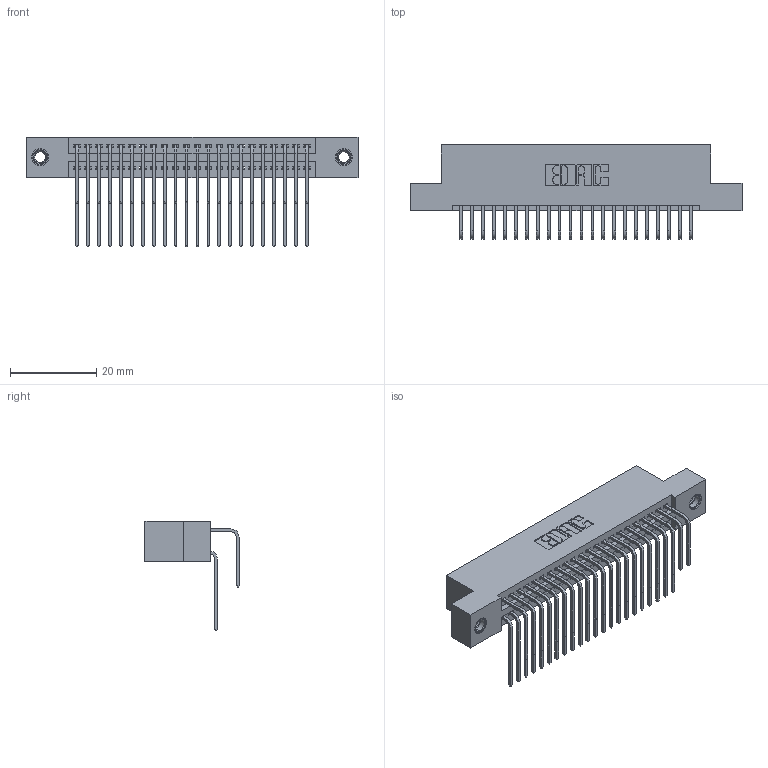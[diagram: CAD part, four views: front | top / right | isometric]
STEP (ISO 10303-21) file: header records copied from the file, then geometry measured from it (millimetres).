
FILE_DESCRIPTION (( 'STEP AP203' ), '1' );
FILE_NAME ('395-044-558-207.STEP', '2019-10-19T03:00:05', ( '' ), ( '' ), 'SwSTEP 2.0', 'SolidWorks 2016', '' );
FILE_SCHEMA (( 'CONFIG_CONTROL_DESIGN' ));
Length unit declared in the file: inch
Products named in the file (5): 345 Part_Flush Mounting Lugs - 0.156 Dia-TI; 345-292-001_558 559 Tail - 1; 345-292-001_558 Tail - 2; 345-250-001_345-250-005-103; 395-044-558-207
Assembly tree (47 placements, depth 2):
  395-044-558-207
    345 Part_Flush Mounting Lugs - 0.156 Dia-TI
    345-292-001_558 559 Tail - 1  x22
    345-292-001_558 Tail - 2  x22
    345-250-001_345-250-005-103  x2
Bounding box: 77.09 x 21.83 x 25.53 mm (x, y, z)
Volume: 7543.2 mm3; surface area: 11984.2 mm2
Topology: 47 solids, 47 shells, 2474 faces, 7297 edges, 4798 vertices
Faces by surface type: plane 1652, cylinder 806, cone 12, torus 4
Entity records: 22792 total; most frequent: CARTESIAN_POINT 3866, ORIENTED_EDGE 3742, DIRECTION 3433, EDGE_CURVE 1871, LINE 1591, VECTOR 1591, VERTEX_POINT 1240, AXIS2_PLACEMENT_3D 921
